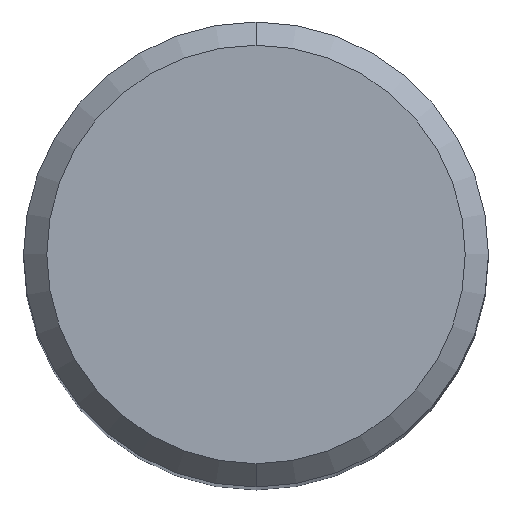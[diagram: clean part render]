
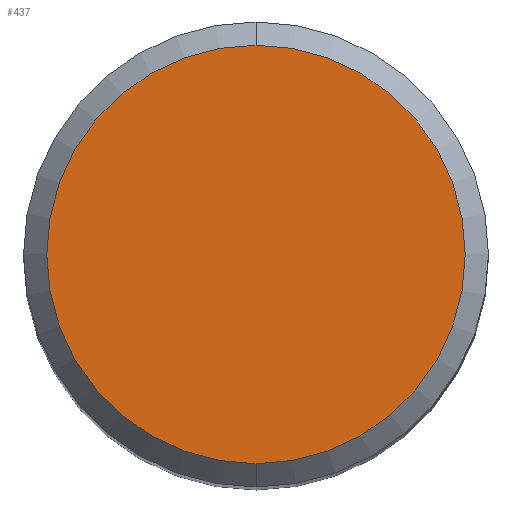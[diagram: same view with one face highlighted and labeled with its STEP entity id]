
A CAD part, top view. The second image highlights one B-rep face of the part: STEP entity #437.
In plain terms, the highlighted planar face has unit normal (0, 0, 1).
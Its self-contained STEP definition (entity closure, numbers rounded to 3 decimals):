
#333=VERTEX_POINT('',#863);
#437=ADVANCED_FACE('',(#973),#974,.T.);
#551=VERTEX_POINT('',#1096);
#575=EDGE_CURVE('',#333,#551,#1124,.T.);
#693=EDGE_CURVE('',#551,#333,#1256,.T.);
#863=CARTESIAN_POINT('',(0.,-5.4,0.0));
#973=FACE_OUTER_BOUND('',#4015,.T.);
#974=PLANE('',#4016);
#1096=CARTESIAN_POINT('',(0.0,5.4,0.0));
#1124=CIRCLE('',#5118,5.4);
#1256=CIRCLE('',#6787,5.4);
#4015=EDGE_LOOP('',(#8880,#8881));
#4016=AXIS2_PLACEMENT_3D('',#8882,#8883,#8884);
#5118=AXIS2_PLACEMENT_3D('',#9041,#9042,#9043);
#6787=AXIS2_PLACEMENT_3D('',#9198,#9199,#9200);
#8880=ORIENTED_EDGE('',*,*,#693,.F.);
#8881=ORIENTED_EDGE('',*,*,#575,.F.);
#8882=CARTESIAN_POINT('',(0.0,2.7,0.0));
#8883=DIRECTION('',(-0.0,0.0,1.0));
#8884=DIRECTION('',(0.0,-1.0,0.0));
#9041=CARTESIAN_POINT('',(0.0,0.0,0.0));
#9042=DIRECTION('',(0.0,0.0,-1.0));
#9043=DIRECTION('',(0.0,1.0,0.0));
#9198=CARTESIAN_POINT('',(0.0,0.0,0.0));
#9199=DIRECTION('',(0.0,0.0,-1.0));
#9200=DIRECTION('',(0.0,1.0,0.0));
